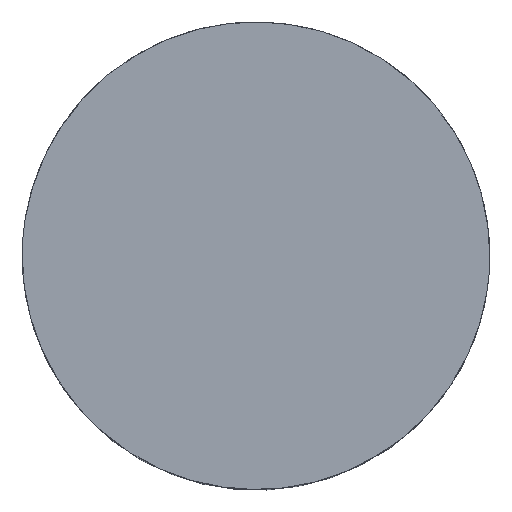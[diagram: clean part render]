
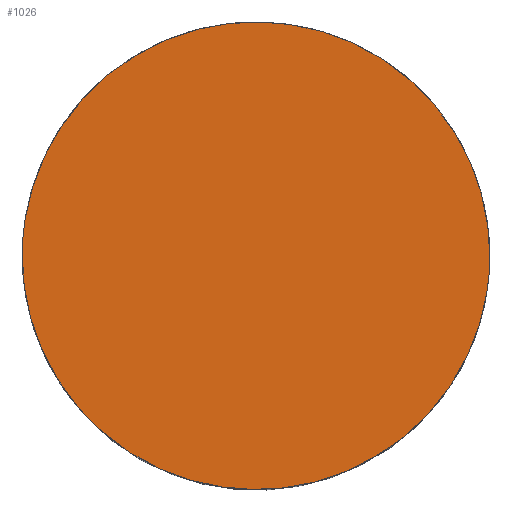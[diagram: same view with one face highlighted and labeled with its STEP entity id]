
A CAD part, top view. The second image highlights one B-rep face of the part: STEP entity #1026.
In plain terms, the highlighted free-form (B-spline) face has degree [1, 1] with [2, 2] control points.
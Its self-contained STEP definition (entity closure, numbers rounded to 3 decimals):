
#784 = EDGE_CURVE('',#785,#787,#789,.T.);
#785 = VERTEX_POINT('',#786);
#786 = CARTESIAN_POINT('',(3.,0.,5.7));
#787 = VERTEX_POINT('',#788);
#788 = CARTESIAN_POINT('',(-3.,0.,5.7));
#789 = SURFACE_CURVE('',#790,(#796,#822),.PCURVE_S1.);
#790 = ( BOUNDED_CURVE() B_SPLINE_CURVE(2,(#791,#792,#793,#794,#795),
.UNSPECIFIED.,.F.,.F.) B_SPLINE_CURVE_WITH_KNOTS((3,2,3),(0.,
1.571,3.142),.UNSPECIFIED.) CURVE() 
GEOMETRIC_REPRESENTATION_ITEM() RATIONAL_B_SPLINE_CURVE((1.,
0.707,1.,0.707,1.)) REPRESENTATION_ITEM('') );
#791 = CARTESIAN_POINT('',(3.,0.,5.7));
#792 = CARTESIAN_POINT('',(3.,3.,5.7));
#793 = CARTESIAN_POINT('',(0.,3.,5.7));
#794 = CARTESIAN_POINT('',(-3.,3.,5.7));
#795 = CARTESIAN_POINT('',(-3.,0.,5.7));
#796 = PCURVE('',#797,#816);
#797 = ( BOUNDED_SURFACE() B_SPLINE_SURFACE(1,2,(
    (#798,#799,#800,#801,#802,#803,#804,#805,#806)
    ,(#807,#808,#809,#810,#811,#812,#813,#814,#815
)),.UNSPECIFIED.,.F.,.T.,.F.) B_SPLINE_SURFACE_WITH_KNOTS((2,2),(1,2,2,2
    ,2,2,1),(-0.033,0.033),(-4.712,
    -3.142,-1.571,0.,1.571,3.142,
4.712),.UNSPECIFIED.) GEOMETRIC_REPRESENTATION_ITEM() 
RATIONAL_B_SPLINE_SURFACE((
    (1.,0.707,1.,0.707,1.,0.707,1.
      ,0.707,1.)
    ,(1.,0.707,1.,0.707,1.,0.707,1.
,0.707,1.))) REPRESENTATION_ITEM('') SURFACE() );
#798 = CARTESIAN_POINT('',(-3.,0.,5.7));
#799 = CARTESIAN_POINT('',(-3.,-3.,5.7));
#800 = CARTESIAN_POINT('',(0.,-3.,5.7));
#801 = CARTESIAN_POINT('',(3.,-3.,5.7));
#802 = CARTESIAN_POINT('',(3.,0.,5.7));
#803 = CARTESIAN_POINT('',(3.,3.,5.7));
#804 = CARTESIAN_POINT('',(0.,3.,5.7));
#805 = CARTESIAN_POINT('',(-3.,3.,5.7));
#806 = CARTESIAN_POINT('',(-3.,0.,5.7));
#807 = CARTESIAN_POINT('',(-3.,0.,5.5));
#808 = CARTESIAN_POINT('',(-3.,-3.,5.5));
#809 = CARTESIAN_POINT('',(0.,-3.,5.5));
#810 = CARTESIAN_POINT('',(3.,-3.,5.5));
#811 = CARTESIAN_POINT('',(3.,0.,5.5));
#812 = CARTESIAN_POINT('',(3.,3.,5.5));
#813 = CARTESIAN_POINT('',(0.,3.,5.5));
#814 = CARTESIAN_POINT('',(-3.,3.,5.5));
#815 = CARTESIAN_POINT('',(-3.,0.,5.5));
#816 = DEFINITIONAL_REPRESENTATION('',(#817),#821);
#817 = LINE('',#818,#819);
#818 = CARTESIAN_POINT('',(-0.033,0.));
#819 = VECTOR('',#820,1.);
#820 = DIRECTION('',(0.,1.));
#821 = ( GEOMETRIC_REPRESENTATION_CONTEXT(2) 
PARAMETRIC_REPRESENTATION_CONTEXT() REPRESENTATION_CONTEXT('2D SPACE',''
  ) );
#822 = PCURVE('',#823,#828);
#823 = B_SPLINE_SURFACE_WITH_KNOTS('',1,1,(
    (#824,#825)
    ,(#826,#827
    )),.UNSPECIFIED.,.F.,.F.,.F.,(2,2),(2,2),(-3.001,3.001),(-3.001,
    3.001),.PIECEWISE_BEZIER_KNOTS.);
#824 = CARTESIAN_POINT('',(-3.001,-3.001,5.7));
#825 = CARTESIAN_POINT('',(-3.001,3.001,5.7));
#826 = CARTESIAN_POINT('',(3.001,-3.001,5.7));
#827 = CARTESIAN_POINT('',(3.001,3.001,5.7));
#828 = DEFINITIONAL_REPRESENTATION('',(#829),#855);
#829 = B_SPLINE_CURVE_WITH_KNOTS('',3,(#830,#831,#832,#833,#834,#835,
    #836,#837,#838,#839,#840,#841,#842,#843,#844,#845,#846,#847,#848,
    #849,#850,#851,#852,#853,#854),.UNSPECIFIED.,.F.,.F.,(4,1,1,1,1,1,1,
    1,1,1,1,1,1,1,1,1,1,1,1,1,1,1,4),(0.,0.143,0.286,
    0.428,0.571,0.714,0.857,
    1.,1.142,1.285,1.428,
    1.571,1.714,1.856,1.999,
    2.142,2.285,2.428,2.57,
    2.713,2.856,2.999,3.142),
  .QUASI_UNIFORM_KNOTS.);
#830 = CARTESIAN_POINT('',(3.,0.));
#831 = CARTESIAN_POINT('',(3.,0.128));
#832 = CARTESIAN_POINT('',(2.983,0.393));
#833 = CARTESIAN_POINT('',(2.902,0.8));
#834 = CARTESIAN_POINT('',(2.758,1.207));
#835 = CARTESIAN_POINT('',(2.551,1.599));
#836 = CARTESIAN_POINT('',(2.284,1.963));
#837 = CARTESIAN_POINT('',(1.963,2.284));
#838 = CARTESIAN_POINT('',(1.599,2.551));
#839 = CARTESIAN_POINT('',(1.207,2.758));
#840 = CARTESIAN_POINT('',(0.8,2.902));
#841 = CARTESIAN_POINT('',(0.392,2.983));
#842 = CARTESIAN_POINT('',(0.,3.008));
#843 = CARTESIAN_POINT('',(-0.392,2.983));
#844 = CARTESIAN_POINT('',(-0.8,2.902));
#845 = CARTESIAN_POINT('',(-1.207,2.758));
#846 = CARTESIAN_POINT('',(-1.599,2.551));
#847 = CARTESIAN_POINT('',(-1.963,2.284));
#848 = CARTESIAN_POINT('',(-2.284,1.963));
#849 = CARTESIAN_POINT('',(-2.551,1.599));
#850 = CARTESIAN_POINT('',(-2.758,1.207));
#851 = CARTESIAN_POINT('',(-2.902,0.8));
#852 = CARTESIAN_POINT('',(-2.983,0.393));
#853 = CARTESIAN_POINT('',(-3.,0.128));
#854 = CARTESIAN_POINT('',(-3.,0.));
#855 = ( GEOMETRIC_REPRESENTATION_CONTEXT(2) 
PARAMETRIC_REPRESENTATION_CONTEXT() REPRESENTATION_CONTEXT('2D SPACE',''
  ) );
#857 = EDGE_CURVE('',#787,#785,#858,.T.);
#858 = SURFACE_CURVE('',#859,(#865,#872),.PCURVE_S1.);
#859 = ( BOUNDED_CURVE() B_SPLINE_CURVE(2,(#860,#861,#862,#863,#864),
.UNSPECIFIED.,.F.,.F.) B_SPLINE_CURVE_WITH_KNOTS((3,2,3),(3.142,
4.712,6.283),.PIECEWISE_BEZIER_KNOTS.) CURVE() 
GEOMETRIC_REPRESENTATION_ITEM() RATIONAL_B_SPLINE_CURVE((1.,
0.707,1.,0.707,1.)) REPRESENTATION_ITEM('') );
#860 = CARTESIAN_POINT('',(-3.,0.,5.7));
#861 = CARTESIAN_POINT('',(-3.,-3.,5.7));
#862 = CARTESIAN_POINT('',(0.,-3.,5.7));
#863 = CARTESIAN_POINT('',(3.,-3.,5.7));
#864 = CARTESIAN_POINT('',(3.,0.,5.7));
#865 = PCURVE('',#797,#866);
#866 = DEFINITIONAL_REPRESENTATION('',(#867),#871);
#867 = LINE('',#868,#869);
#868 = CARTESIAN_POINT('',(-0.033,-6.283));
#869 = VECTOR('',#870,1.);
#870 = DIRECTION('',(0.,1.));
#871 = ( GEOMETRIC_REPRESENTATION_CONTEXT(2) 
PARAMETRIC_REPRESENTATION_CONTEXT() REPRESENTATION_CONTEXT('2D SPACE',''
  ) );
#872 = PCURVE('',#823,#873);
#873 = DEFINITIONAL_REPRESENTATION('',(#874),#900);
#874 = B_SPLINE_CURVE_WITH_KNOTS('',3,(#875,#876,#877,#878,#879,#880,
    #881,#882,#883,#884,#885,#886,#887,#888,#889,#890,#891,#892,#893,
    #894,#895,#896,#897,#898,#899),.UNSPECIFIED.,.F.,.F.,(4,1,1,1,1,1,1,
    1,1,1,1,1,1,1,1,1,1,1,1,1,1,1,4),(3.142,3.284,
    3.427,3.57,3.713,3.856,
    3.998,4.141,4.284,4.427,
    4.57,4.712,4.855,4.998,
    5.141,5.284,5.426,5.569,
    5.712,5.855,5.998,6.14,
    6.283),.QUASI_UNIFORM_KNOTS.);
#875 = CARTESIAN_POINT('',(-3.,0.));
#876 = CARTESIAN_POINT('',(-3.,-0.128));
#877 = CARTESIAN_POINT('',(-2.983,-0.393));
#878 = CARTESIAN_POINT('',(-2.902,-0.8));
#879 = CARTESIAN_POINT('',(-2.758,-1.207));
#880 = CARTESIAN_POINT('',(-2.551,-1.599));
#881 = CARTESIAN_POINT('',(-2.284,-1.963));
#882 = CARTESIAN_POINT('',(-1.963,-2.284));
#883 = CARTESIAN_POINT('',(-1.599,-2.551));
#884 = CARTESIAN_POINT('',(-1.207,-2.758));
#885 = CARTESIAN_POINT('',(-0.8,-2.902));
#886 = CARTESIAN_POINT('',(-0.392,-2.983));
#887 = CARTESIAN_POINT('',(0.,-3.008));
#888 = CARTESIAN_POINT('',(0.392,-2.983));
#889 = CARTESIAN_POINT('',(0.8,-2.902));
#890 = CARTESIAN_POINT('',(1.207,-2.758));
#891 = CARTESIAN_POINT('',(1.599,-2.551));
#892 = CARTESIAN_POINT('',(1.963,-2.284));
#893 = CARTESIAN_POINT('',(2.284,-1.963));
#894 = CARTESIAN_POINT('',(2.551,-1.599));
#895 = CARTESIAN_POINT('',(2.758,-1.207));
#896 = CARTESIAN_POINT('',(2.902,-0.8));
#897 = CARTESIAN_POINT('',(2.983,-0.393));
#898 = CARTESIAN_POINT('',(3.,-0.128));
#899 = CARTESIAN_POINT('',(3.,0.));
#900 = ( GEOMETRIC_REPRESENTATION_CONTEXT(2) 
PARAMETRIC_REPRESENTATION_CONTEXT() REPRESENTATION_CONTEXT('2D SPACE',''
  ) );
#1026 = ADVANCED_FACE('',(#1027),#823,.T.);
#1027 = FACE_BOUND('',#1028,.T.);
#1028 = EDGE_LOOP('',(#1029,#1030));
#1029 = ORIENTED_EDGE('',*,*,#784,.T.);
#1030 = ORIENTED_EDGE('',*,*,#857,.T.);
